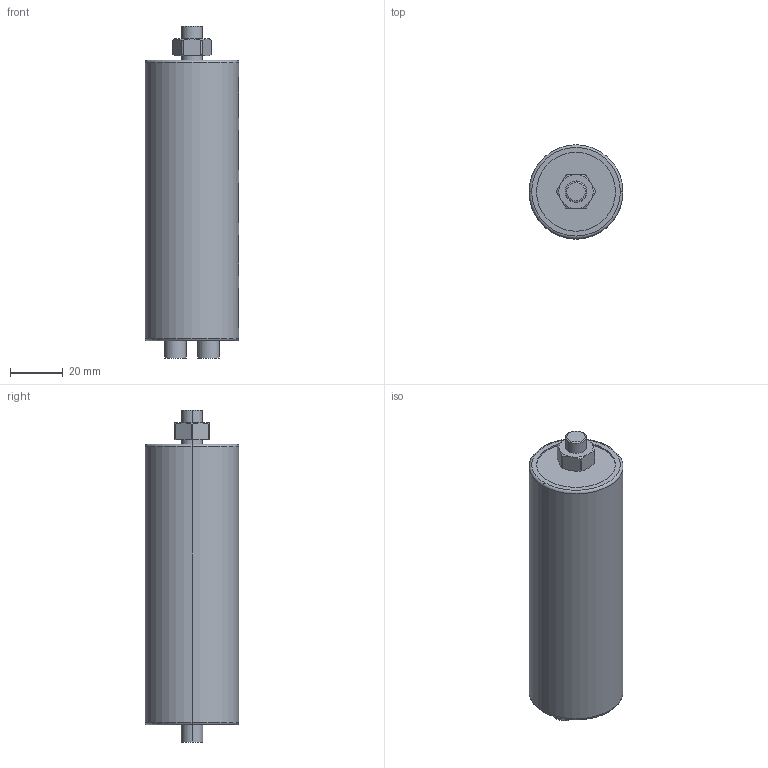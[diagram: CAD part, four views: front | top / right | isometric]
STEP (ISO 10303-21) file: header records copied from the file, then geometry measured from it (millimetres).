
FILE_DESCRIPTION((''),'2;1');
FILE_NAME('CAPPR_EPCOS_B41580A9478M000_Part1.stp','2012-07-26T12:03:49',(''),(''),'Mechanical Desktop 2011','Mechanical Desktop 2011',', , ');
FILE_SCHEMA(('AUTOMOTIVE_DESIGN { 1 2 10303 214 1 1 1 1 }'));
Length unit declared in the file: millimetre
Products named in the file (1): Product
Bounding box: 35.7 x 35.7 x 126.2 mm (x, y, z)
Volume: 107981 mm3; surface area: 19526.9 mm2
Topology: 12 solids, 12 shells, 161 faces, 359 edges, 224 vertices
Faces by surface type: plane 62, cylinder 45, cone 40, torus 14
Entity records: 4514 total; most frequent: DIRECTION 833, CARTESIAN_POINT 793, ORIENTED_EDGE 718, EDGE_CURVE 359, AXIS2_PLACEMENT_3D 336, VERTEX_POINT 224, CIRCLE 174, EDGE_LOOP 165
